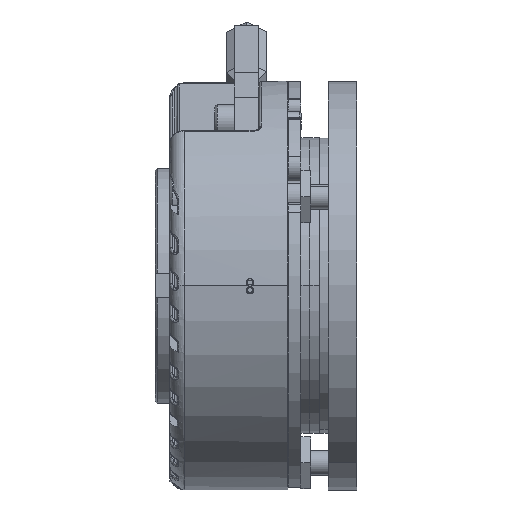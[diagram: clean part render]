
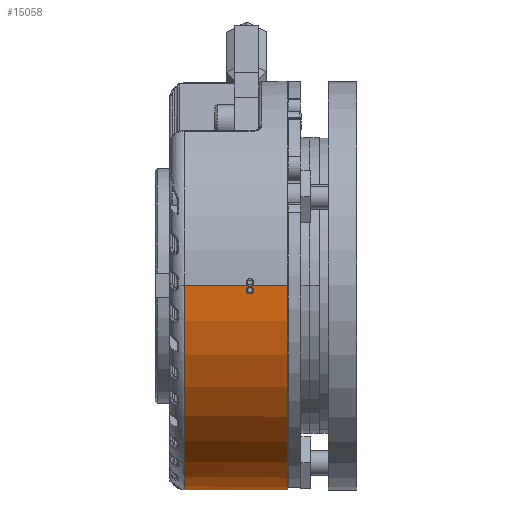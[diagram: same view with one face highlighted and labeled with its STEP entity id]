
A CAD part, top view. The second image highlights one B-rep face of the part: STEP entity #15058.
In plain terms, the highlighted cylindrical face has radius 41.5 mm (diameter 83 mm), a partial arc.
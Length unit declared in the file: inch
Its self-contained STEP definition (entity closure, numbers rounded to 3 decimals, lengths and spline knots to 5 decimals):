
#11 = CARTESIAN_POINT ( 'NONE',  ( 0., 0., 0. ) ) ;
#156 = EDGE_CURVE ( 'NONE', #16513, #27546, #27694, .T. ) ;
#1587 = CARTESIAN_POINT ( 'NONE',  ( 0.10092, -1.54163, -0.54117 ) ) ;
#1694 = EDGE_CURVE ( 'NONE', #5484, #24410, #24706, .T. ) ;
#2036 = EDGE_CURVE ( 'NONE', #4597, #16513, #12300, .T. ) ;
#2985 = DIRECTION ( 'NONE',  ( -1., 0., 0. ) ) ;
#3325 = EDGE_CURVE ( 'NONE', #5484, #32183, #8663, .T. ) ;
#3401 = CARTESIAN_POINT ( 'NONE',  ( 0., -1.54422, -0.53375 ) ) ;
#4320 = CARTESIAN_POINT ( 'NONE',  ( -0.48425, 0., 0. ) ) ;
#4368 = ORIENTED_EDGE ( 'NONE', *, *, #3325, .T. ) ;
#4460 = CARTESIAN_POINT ( 'NONE',  ( 0.11807, -1.5362, -0.55642 ) ) ;
#4597 = VERTEX_POINT ( 'NONE', #8149 ) ;
#4843 = CARTESIAN_POINT ( 'NONE',  ( 0.12527, -0.69972, -1.47648 ) ) ;
#5060 = CIRCLE ( 'NONE', #21769, 1.63386 ) ;
#5484 = VERTEX_POINT ( 'NONE', #18883 ) ;
#5583 = LINE ( 'NONE', #3401, #22597 ) ;
#5692 = ORIENTED_EDGE ( 'NONE', *, *, #156, .T. ) ;
#5708 = DIRECTION ( 'NONE',  ( -1., 0., 0. ) ) ;
#6803 = CARTESIAN_POINT ( 'NONE',  ( 0.07087, -1.54422, -0.53375 ) ) ;
#6988 = CARTESIAN_POINT ( 'NONE',  ( 0.07877, -1.54422, -0.53375 ) ) ;
#7110 = ORIENTED_EDGE ( 'NONE', *, *, #22805, .T. ) ;
#7606 = ORIENTED_EDGE ( 'NONE', *, *, #21587, .T. ) ;
#8149 = CARTESIAN_POINT ( 'NONE',  ( 0.12992, -1.52334, -0.59071 ) ) ;
#8314 = DIRECTION ( 'NONE',  ( 0., 0., 1. ) ) ;
#8396 = CIRCLE ( 'NONE', #28543, 1.63386 ) ;
#8663 = CIRCLE ( 'NONE', #10375, 1.63386 ) ;
#8857 = VERTEX_POINT ( 'NONE', #27319 ) ;
#8998 = DIRECTION ( 'NONE',  ( -1., 0., 0. ) ) ;
#9694 = CARTESIAN_POINT ( 'NONE',  ( 0.1156, -1.53726, -0.55347 ) ) ;
#10375 = AXIS2_PLACEMENT_3D ( 'NONE', #23381, #18147, #17608 ) ;
#10624 = CARTESIAN_POINT ( 'NONE',  ( 0.09622, -0.65265, -1.49785 ) ) ;
#10774 = DIRECTION ( 'NONE',  ( 0., 0., -1. ) ) ;
#11019 = DIRECTION ( 'NONE',  ( -1., 0., 0. ) ) ;
#11440 = EDGE_CURVE ( 'NONE', #24410, #29638, #8396, .T. ) ;
#11697 = CARTESIAN_POINT ( 'NONE',  ( 0.07087, -1.54422, -0.53375 ) ) ;
#12142 = VECTOR ( 'NONE', #5708, 39.37008 ) ;
#12300 = CIRCLE ( 'NONE', #28404, 1.63386 ) ;
#12804 = LINE ( 'NONE', #26490, #24402 ) ;
#12806 = DIRECTION ( 'NONE',  ( -1., 0., 0. ) ) ;
#12974 = DIRECTION ( 'NONE',  ( 0., 0., 1. ) ) ;
#13117 = DIRECTION ( 'NONE',  ( 1., 0., 0. ) ) ;
#13147 = CARTESIAN_POINT ( 'NONE',  ( 0.07087, -0.64404, -1.50157 ) ) ;
#13334 = CARTESIAN_POINT ( 'NONE',  ( 0.12992, -0.72879, -1.46235 ) ) ;
#13369 = ORIENTED_EDGE ( 'NONE', *, *, #11440, .F. ) ;
#13731 = FACE_OUTER_BOUND ( 'NONE', #34004, .T. ) ;
#13894 = DIRECTION ( 'NONE',  ( 1., 0., 0. ) ) ;
#13990 = DIRECTION ( 'NONE',  ( 0., 0., 1. ) ) ;
#14036 = VECTOR ( 'NONE', #8998, 39.37008 ) ;
#15058 = ADVANCED_FACE ( 'NONE', ( #13731 ), #24724, .T. ) ;
#15309 = CARTESIAN_POINT ( 'NONE',  ( 0.10749, -1.54011, -0.54551 ) ) ;
#15472 = CARTESIAN_POINT ( 'NONE',  ( 0.12992, -1.52619, -0.58335 ) ) ;
#15826 = CARTESIAN_POINT ( 'NONE',  ( 0.12992, -1.52334, -0.59071 ) ) ;
#16367 = CARTESIAN_POINT ( 'NONE',  ( 0., -0.64404, -1.50157 ) ) ;
#16513 = VERTEX_POINT ( 'NONE', #30956 ) ;
#17608 = DIRECTION ( 'NONE',  ( 0., 0., 1. ) ) ;
#17808 = CARTESIAN_POINT ( 'NONE',  ( 0.12228, -1.53395, -0.56259 ) ) ;
#18147 = DIRECTION ( 'NONE',  ( -1., 0., 0. ) ) ;
#18584 = EDGE_CURVE ( 'NONE', #26665, #8857, #5060, .T. ) ;
#18883 = CARTESIAN_POINT ( 'NONE',  ( 0.34055, 0., -1.63386 ) ) ;
#19306 = CARTESIAN_POINT ( 'NONE',  ( 0., 0., -1.63386 ) ) ;
#19436 = LINE ( 'NONE', #16367, #12142 ) ;
#19598 = CARTESIAN_POINT ( 'NONE',  ( -0.48425, 0., -1.63386 ) ) ;
#19668 = AXIS2_PLACEMENT_3D ( 'NONE', #11, #11019, #8314 ) ;
#21450 = CARTESIAN_POINT ( 'NONE',  ( 0.07087, -0.64404, -1.50157 ) ) ;
#21458 = CARTESIAN_POINT ( 'NONE',  ( 0.08179, -0.64527, -1.50104 ) ) ;
#21587 = EDGE_CURVE ( 'NONE', #29101, #4597, #33796, .T. ) ;
#21641 = CARTESIAN_POINT ( 'NONE',  ( 0.07642, -0.64404, -1.50157 ) ) ;
#21769 = AXIS2_PLACEMENT_3D ( 'NONE', #4320, #12806, #12974 ) ;
#21813 = CARTESIAN_POINT ( 'NONE',  ( 0.09175, -0.6496, -1.49917 ) ) ;
#22080 = ORIENTED_EDGE ( 'NONE', *, *, #33148, .T. ) ;
#22085 = ORIENTED_EDGE ( 'NONE', *, *, #2036, .T. ) ;
#22597 = VECTOR ( 'NONE', #13894, 39.37008 ) ;
#22805 = EDGE_CURVE ( 'NONE', #27546, #29638, #19436, .T. ) ;
#23083 = DIRECTION ( 'NONE',  ( -1., 0., 0. ) ) ;
#23381 = CARTESIAN_POINT ( 'NONE',  ( 0.34055, 0., 0. ) ) ;
#23508 = CARTESIAN_POINT ( 'NONE',  ( 0.34055, 0., 1.63386 ) ) ;
#23766 = CARTESIAN_POINT ( 'NONE',  ( 0.12843, -1.52894, -0.5761 ) ) ;
#24284 = ORIENTED_EDGE ( 'NONE', *, *, #1694, .F. ) ;
#24402 = VECTOR ( 'NONE', #23083, 39.37008 ) ;
#24410 = VERTEX_POINT ( 'NONE', #19598 ) ;
#24706 = LINE ( 'NONE', #19306, #14036 ) ;
#24724 = CYLINDRICAL_SURFACE ( 'NONE', #19668, 1.63386 ) ;
#26490 = CARTESIAN_POINT ( 'NONE',  ( 0., 0., 1.63386 ) ) ;
#26665 = VERTEX_POINT ( 'NONE', #27394 ) ;
#26862 = CARTESIAN_POINT ( 'NONE',  ( 0.12234, -0.69008, -1.48101 ) ) ;
#27027 = CARTESIAN_POINT ( 'NONE',  ( 0.12992, -0.73856, -1.4574 ) ) ;
#27319 = CARTESIAN_POINT ( 'NONE',  ( -0.48425, 0., 1.63386 ) ) ;
#27394 = CARTESIAN_POINT ( 'NONE',  ( -0.48425, -1.54422, -0.53375 ) ) ;
#27407 = CARTESIAN_POINT ( 'NONE',  ( 0.12905, -0.71906, -1.46716 ) ) ;
#27546 = VERTEX_POINT ( 'NONE', #21450 ) ;
#27678 = CARTESIAN_POINT ( 'NONE',  ( -0.48425, 0., 0. ) ) ;
#27694 = B_SPLINE_CURVE_WITH_KNOTS ( 'NONE', 3,
 ( #27027, #13334, #27407, #4843, #26862, #32612, #35330, #10624, #21813, #21458, #21641, #13147 ),
 .UNSPECIFIED., .F., .F.,
 ( 4, 2, 2, 2, 2, 4 ),
 ( 0., 0.00083, 0.00166, 0.00249, 0.0029, 0.00332 ),
 .UNSPECIFIED. ) ;
#28404 = AXIS2_PLACEMENT_3D ( 'NONE', #32210, #13117, #10774 ) ;
#28543 = AXIS2_PLACEMENT_3D ( 'NONE', #27678, #2985, #13990 ) ;
#29101 = VERTEX_POINT ( 'NONE', #11697 ) ;
#29134 = ORIENTED_EDGE ( 'NONE', *, *, #18584, .F. ) ;
#29638 = VERTEX_POINT ( 'NONE', #35381 ) ;
#30564 = ORIENTED_EDGE ( 'NONE', *, *, #31191, .T. ) ;
#30956 = CARTESIAN_POINT ( 'NONE',  ( 0.12992, -0.73856, -1.4574 ) ) ;
#31191 = EDGE_CURVE ( 'NONE', #26665, #29101, #5583, .T. ) ;
#32037 = CARTESIAN_POINT ( 'NONE',  ( 0.12406, -1.53275, -0.56585 ) ) ;
#32183 = VERTEX_POINT ( 'NONE', #23508 ) ;
#32210 = CARTESIAN_POINT ( 'NONE',  ( 0.12992, 0., 0. ) ) ;
#32612 = CARTESIAN_POINT ( 'NONE',  ( 0.11374, -0.67193, -1.48933 ) ) ;
#33148 = EDGE_CURVE ( 'NONE', #32183, #8857, #12804, .T. ) ;
#33796 = B_SPLINE_CURVE_WITH_KNOTS ( 'NONE', 3,
 ( #6803, #6988, #34933, #1587, #15309, #9694, #4460, #17808, #32037, #23766, #15472, #15826 ),
 .UNSPECIFIED., .F., .F.,
 ( 4, 2, 2, 2, 2, 4 ),
 ( 0., 0.0006, 0.0012, 0.0015, 0.0018, 0.0024 ),
 .UNSPECIFIED. ) ;
#34004 = EDGE_LOOP ( 'NONE', ( #24284, #4368, #22080, #29134, #30564, #7606, #22085, #5692, #7110, #13369 ) ) ;
#34933 = CARTESIAN_POINT ( 'NONE',  ( 0.08662, -1.54368, -0.53532 ) ) ;
#35330 = CARTESIAN_POINT ( 'NONE',  ( 0.10799, -0.66316, -1.49324 ) ) ;
#35381 = CARTESIAN_POINT ( 'NONE',  ( -0.48425, -0.64404, -1.50157 ) ) ;
